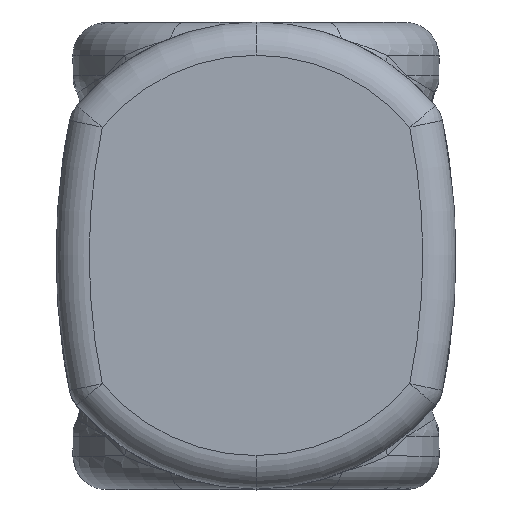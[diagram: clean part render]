
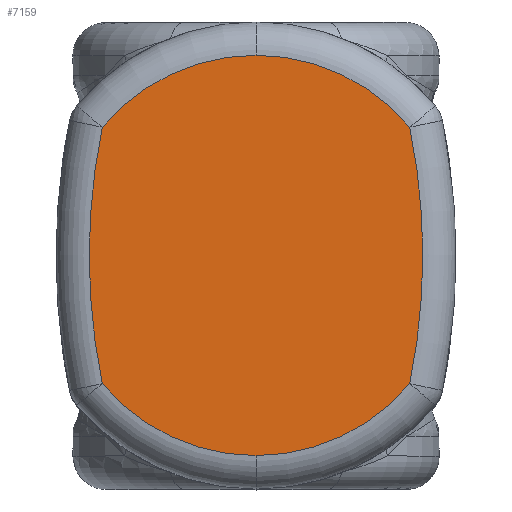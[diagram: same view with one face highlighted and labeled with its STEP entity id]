
A CAD part, top view. The second image highlights one B-rep face of the part: STEP entity #7159.
In plain terms, the highlighted planar face has unit normal (0, 0, 1).
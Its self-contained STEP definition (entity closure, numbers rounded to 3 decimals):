
#1438=CARTESIAN_POINT('Vertex',(-23.036,19.219,50.)) ;
#1504=CARTESIAN_POINT('Vertex',(-23.036,-19.219,50.)) ;
#1507=CARTESIAN_POINT('Axis2P3D Location',(70.,0.,50.)) ;
#1511=CARTESIAN_POINT('Vertex',(-25.,0.,50.)) ;
#1514=CARTESIAN_POINT('Axis2P3D Location',(70.,0.,50.)) ;
#7104=CARTESIAN_POINT('Axis2P3D Location',(0.,0.,50.)) ;
#7109=CARTESIAN_POINT('Axis2P3D Location',(0.,0.,50.)) ;
#7113=CARTESIAN_POINT('Vertex',(23.036,-19.219,50.)) ;
#7115=CARTESIAN_POINT('Vertex',(0.,-30.,50.)) ;
#7118=CARTESIAN_POINT('Axis2P3D Location',(-70.,0.,50.)) ;
#7122=CARTESIAN_POINT('Vertex',(25.,0.,50.)) ;
#7125=CARTESIAN_POINT('Axis2P3D Location',(-70.,0.,50.)) ;
#7129=CARTESIAN_POINT('Vertex',(23.036,19.219,50.)) ;
#7132=CARTESIAN_POINT('Axis2P3D Location',(0.,0.,50.)) ;
#7136=CARTESIAN_POINT('Vertex',(0.,30.,50.)) ;
#7139=CARTESIAN_POINT('Axis2P3D Location',(0.,0.,50.)) ;
#7144=CARTESIAN_POINT('Axis2P3D Location',(0.,0.,50.)) ;
#1508=DIRECTION('Axis2P3D Direction',(0.,0.,-1.)) ;
#1515=DIRECTION('Axis2P3D Direction',(0.,0.,-1.)) ;
#7105=DIRECTION('Axis2P3D Direction',(0.,0.,-1.)) ;
#7106=DIRECTION('Axis2P3D XDirection',(-1.,0.,0.)) ;
#7110=DIRECTION('Axis2P3D Direction',(0.,0.,-1.)) ;
#7119=DIRECTION('Axis2P3D Direction',(0.,0.,-1.)) ;
#7126=DIRECTION('Axis2P3D Direction',(0.,0.,-1.)) ;
#7133=DIRECTION('Axis2P3D Direction',(0.,0.,-1.)) ;
#7140=DIRECTION('Axis2P3D Direction',(0.,0.,-1.)) ;
#7145=DIRECTION('Axis2P3D Direction',(0.,0.,-1.)) ;
#1509=AXIS2_PLACEMENT_3D('Circle Axis2P3D',#1507,#1508,$) ;
#1516=AXIS2_PLACEMENT_3D('Circle Axis2P3D',#1514,#1515,$) ;
#7107=AXIS2_PLACEMENT_3D('Plane Axis2P3D',#7104,#7105,#7106) ;
#7111=AXIS2_PLACEMENT_3D('Circle Axis2P3D',#7109,#7110,$) ;
#7120=AXIS2_PLACEMENT_3D('Circle Axis2P3D',#7118,#7119,$) ;
#7127=AXIS2_PLACEMENT_3D('Circle Axis2P3D',#7125,#7126,$) ;
#7134=AXIS2_PLACEMENT_3D('Circle Axis2P3D',#7132,#7133,$) ;
#7141=AXIS2_PLACEMENT_3D('Circle Axis2P3D',#7139,#7140,$) ;
#7146=AXIS2_PLACEMENT_3D('Circle Axis2P3D',#7144,#7145,$) ;
#1510=CIRCLE('generated circle',#1509,95.) ;
#1517=CIRCLE('generated circle',#1516,95.) ;
#7112=CIRCLE('generated circle',#7111,30.) ;
#7121=CIRCLE('generated circle',#7120,95.) ;
#7128=CIRCLE('generated circle',#7127,95.) ;
#7135=CIRCLE('generated circle',#7134,30.) ;
#7142=CIRCLE('generated circle',#7141,30.) ;
#7147=CIRCLE('generated circle',#7146,30.) ;
#7108=PLANE('',#7107) ;
#1513=EDGE_CURVE('',#1512,#1505,#1510,.F.) ;
#1518=EDGE_CURVE('',#1439,#1512,#1517,.F.) ;
#7117=EDGE_CURVE('',#7114,#7116,#7112,.T.) ;
#7124=EDGE_CURVE('',#7114,#7123,#7121,.F.) ;
#7131=EDGE_CURVE('',#7123,#7130,#7128,.F.) ;
#7138=EDGE_CURVE('',#7137,#7130,#7135,.T.) ;
#7143=EDGE_CURVE('',#1439,#7137,#7142,.T.) ;
#7148=EDGE_CURVE('',#7116,#1505,#7147,.T.) ;
#7150=ORIENTED_EDGE('',*,*,#7117,.F.) ;
#7151=ORIENTED_EDGE('',*,*,#7124,.T.) ;
#7152=ORIENTED_EDGE('',*,*,#7131,.T.) ;
#7153=ORIENTED_EDGE('',*,*,#7138,.F.) ;
#7154=ORIENTED_EDGE('',*,*,#7143,.F.) ;
#7155=ORIENTED_EDGE('',*,*,#1518,.T.) ;
#7156=ORIENTED_EDGE('',*,*,#1513,.T.) ;
#7157=ORIENTED_EDGE('',*,*,#7148,.F.) ;
#7149=EDGE_LOOP('',(#7150,#7151,#7152,#7153,#7154,#7155,#7156,#7157)) ;
#1439=VERTEX_POINT('',#1438) ;
#1505=VERTEX_POINT('',#1504) ;
#1512=VERTEX_POINT('',#1511) ;
#7114=VERTEX_POINT('',#7113) ;
#7116=VERTEX_POINT('',#7115) ;
#7123=VERTEX_POINT('',#7122) ;
#7130=VERTEX_POINT('',#7129) ;
#7137=VERTEX_POINT('',#7136) ;
#7159=ADVANCED_FACE('PartBody',(#7158),#7108,.F.) ;
#7158=FACE_OUTER_BOUND('',#7149,.T.) ;
